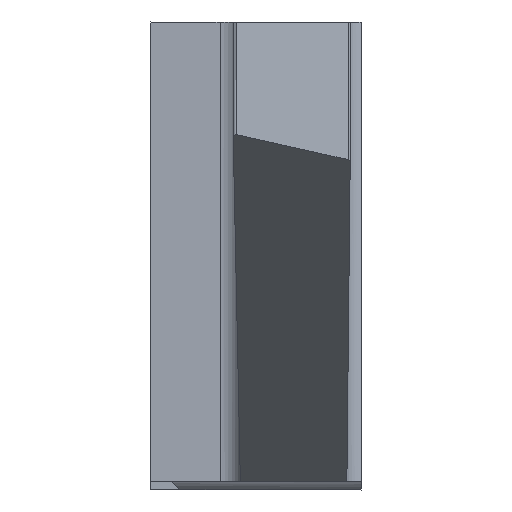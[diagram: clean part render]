
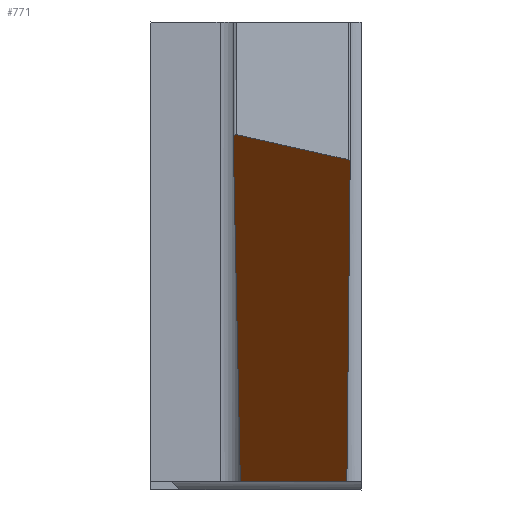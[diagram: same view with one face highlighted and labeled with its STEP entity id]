
A CAD part, front view. The second image highlights one B-rep face of the part: STEP entity #771.
In plain terms, the highlighted planar face has unit normal (0, -0.643, -0.766).
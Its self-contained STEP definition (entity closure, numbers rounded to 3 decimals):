
#501=CARTESIAN_POINT('',(3.353,-5.363,-6.85));
#502=VERTEX_POINT('',#501);
#638=CARTESIAN_POINT('',(1.532,-5.363,-6.85));
#639=VERTEX_POINT('',#638);
#650=CARTESIAN_POINT('',(3.353,-5.363,-6.85));
#651=DIRECTION('',(-1.,0.,0.));
#652=VECTOR('',#651,1.821);
#653=LINE('',#650,#652);
#654=EDGE_CURVE('',#502,#639,#653,.T.);
#675=CARTESIAN_POINT('',(2.905,-9.208,-3.624));
#676=DIRECTION('',(0.,0.643,0.766));
#677=DIRECTION('',(0.,-0.492,0.413));
#678=AXIS2_PLACEMENT_3D('',#675,#676,#677);
#679=PLANE('',#678);
#680=CARTESIAN_POINT('',(1.41,-12.374,-0.967));
#681=DIRECTION('',(0.013,0.766,-0.643));
#682=VECTOR('',#681,9.153);
#683=LINE('',#680,#682);
#684=CARTESIAN_POINT('',(1.41,-12.374,-0.967));
#685=VERTEX_POINT('',#684);
#686=EDGE_CURVE('',#685,#639,#683,.T.);
#687=ORIENTED_EDGE('Edge 1216',*,*,#686,.T.);
#696=CARTESIAN_POINT('',(1.473,-12.423,-0.926));
#697=CARTESIAN_POINT('',(1.438,-12.433,-0.918));
#698=CARTESIAN_POINT('',(1.409,-12.41,-0.936));
#699=CARTESIAN_POINT('',(1.41,-12.374,-0.967));
#700=(BOUNDED_CURVE()B_SPLINE_CURVE(3,(#696,#697,#698,#699),.UNSPECIFIED.,.F.,.F.)B_SPLINE_CURVE_WITH_KNOTS((4,4),(0.,1.),.UNSPECIFIED.)CURVE()GEOMETRIC_REPRESENTATION_ITEM()RATIONAL_B_SPLINE_CURVE((1.,0.735,0.735,1.))REPRESENTATION_ITEM(''));
#701=CARTESIAN_POINT('',(1.473,-12.423,-0.926));
#702=VERTEX_POINT('',#701);
#703=EDGE_CURVE('',#702,#685,#700,.T.);
#704=ORIENTED_EDGE('Edge 258',*,*,#703,.T.);
#713=CARTESIAN_POINT('',(3.373,-11.914,-1.353));
#714=DIRECTION('',(-0.944,-0.253,0.212));
#715=VECTOR('',#714,2.013);
#716=LINE('',#713,#715);
#717=CARTESIAN_POINT('',(3.373,-11.914,-1.353));
#718=VERTEX_POINT('',#717);
#719=EDGE_CURVE('',#718,#702,#716,.T.);
#720=ORIENTED_EDGE('Edge 263',*,*,#719,.T.);
#729=CARTESIAN_POINT('',(3.41,-11.865,-1.394));
#730=CARTESIAN_POINT('',(3.41,-11.889,-1.374));
#731=CARTESIAN_POINT('',(3.396,-11.908,-1.358));
#732=CARTESIAN_POINT('',(3.373,-11.914,-1.353));
#733=(BOUNDED_CURVE()B_SPLINE_CURVE(3,(#729,#730,#731,#732),.UNSPECIFIED.,.F.,.F.)B_SPLINE_CURVE_WITH_KNOTS((4,4),(0.,1.),.UNSPECIFIED.)CURVE()GEOMETRIC_REPRESENTATION_ITEM()RATIONAL_B_SPLINE_CURVE((1.,0.86,0.86,1.))REPRESENTATION_ITEM(''));
#734=CARTESIAN_POINT('',(3.41,-11.865,-1.394));
#735=VERTEX_POINT('',#734);
#736=EDGE_CURVE('',#735,#718,#733,.T.);
#737=ORIENTED_EDGE('Edge 268',*,*,#736,.T.);
#746=CARTESIAN_POINT('',(3.353,-5.363,-6.85));
#747=DIRECTION('',(0.007,-0.766,0.643));
#748=VECTOR('',#747,8.489);
#749=LINE('',#746,#748);
#750=EDGE_CURVE('',#502,#735,#749,.T.);
#751=ORIENTED_EDGE('Edge 1151',*,*,#750,.T.);
#760=ORIENTED_EDGE('Edge 278',*,*,#654,.F.);
#769=EDGE_LOOP('',(#760,#751,#737,#720,#704,#687));
#770=FACE_OUTER_BOUND('Loop 279',#769,.T.);
#771=ADVANCED_FACE('Face 280',(#770),#679,.F.);
